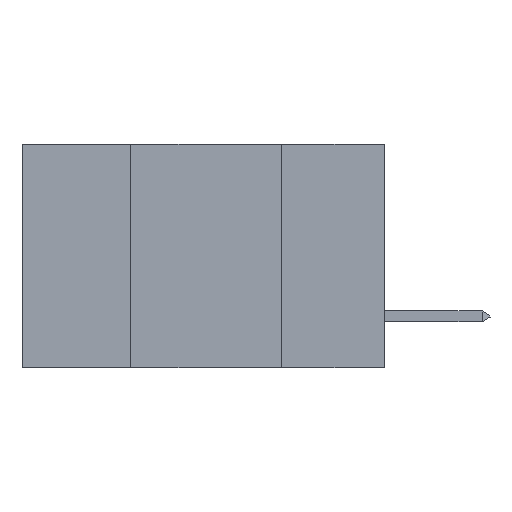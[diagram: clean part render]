
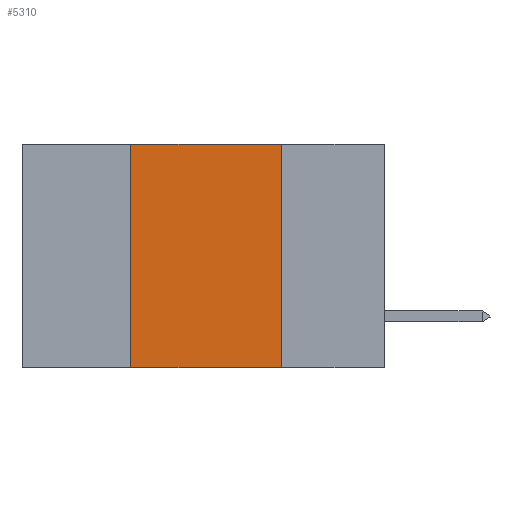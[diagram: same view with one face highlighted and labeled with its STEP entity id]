
A CAD part, left-side view. The second image highlights one B-rep face of the part: STEP entity #5310.
In plain terms, the highlighted planar face has unit normal (-1, 0, 0).
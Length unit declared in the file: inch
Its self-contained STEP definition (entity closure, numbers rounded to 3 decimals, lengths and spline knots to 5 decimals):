
#814 = ORIENTED_EDGE ( 'NONE', *, *, #3234, .T. ) ;
#1411 = CARTESIAN_POINT ( 'NONE',  ( 0., 0.17, -0.37 ) ) ;
#1431 = CARTESIAN_POINT ( 'NONE',  ( 0., 0.42, 0. ) ) ;
#2437 = EDGE_CURVE ( 'NONE', #4977, #4176, #9145, .T. ) ;
#2920 = LINE ( 'NONE', #9653, #3460 ) ;
#3086 = CARTESIAN_POINT ( 'NONE',  ( 0., 0.6, -0.37 ) ) ;
#3166 = VECTOR ( 'NONE', #10199, 39.37008 ) ;
#3234 = EDGE_CURVE ( 'NONE', #10027, #10951, #4662, .T. ) ;
#3255 = CARTESIAN_POINT ( 'NONE',  ( 0., 0.17, 0. ) ) ;
#3460 = VECTOR ( 'NONE', #4348, 39.37008 ) ;
#3618 = EDGE_CURVE ( 'NONE', #4176, #10951, #10501, .T. ) ;
#4176 = VERTEX_POINT ( 'NONE', #3255 ) ;
#4348 = DIRECTION ( 'NONE',  ( 0., 0., 1. ) ) ;
#4349 = DIRECTION ( 'NONE',  ( 0., 0., -1. ) ) ;
#4662 = LINE ( 'NONE', #3086, #5374 ) ;
#4970 = PLANE ( 'NONE',  #8640 ) ;
#4977 = VERTEX_POINT ( 'NONE', #1431 ) ;
#5310 = ADVANCED_FACE ( 'NONE', ( #7248 ), #4970, .F. ) ;
#5374 = VECTOR ( 'NONE', #6835, 39.37008 ) ;
#5873 = CARTESIAN_POINT ( 'NONE',  ( 0., 0.6, 0. ) ) ;
#6676 = ORIENTED_EDGE ( 'NONE', *, *, #6793, .F. ) ;
#6793 = EDGE_CURVE ( 'NONE', #10027, #4977, #2920, .T. ) ;
#6835 = DIRECTION ( 'NONE',  ( 0., -1., 0. ) ) ;
#7248 = FACE_OUTER_BOUND ( 'NONE', #11290, .T. ) ;
#7541 = CARTESIAN_POINT ( 'NONE',  ( 0., 0.6, 0. ) ) ;
#8129 = VECTOR ( 'NONE', #4349, 39.37008 ) ;
#8640 = AXIS2_PLACEMENT_3D ( 'NONE', #5873, #11223, #11184 ) ;
#9145 = LINE ( 'NONE', #7541, #3166 ) ;
#9653 = CARTESIAN_POINT ( 'NONE',  ( 0., 0.42, 0. ) ) ;
#9687 = CARTESIAN_POINT ( 'NONE',  ( 0., 0.17, 0. ) ) ;
#10027 = VERTEX_POINT ( 'NONE', #10722 ) ;
#10040 = ORIENTED_EDGE ( 'NONE', *, *, #2437, .F. ) ;
#10199 = DIRECTION ( 'NONE',  ( 0., -1., 0. ) ) ;
#10455 = ORIENTED_EDGE ( 'NONE', *, *, #3618, .F. ) ;
#10501 = LINE ( 'NONE', #9687, #8129 ) ;
#10722 = CARTESIAN_POINT ( 'NONE',  ( 0., 0.42, -0.37 ) ) ;
#10951 = VERTEX_POINT ( 'NONE', #1411 ) ;
#11184 = DIRECTION ( 'NONE',  ( 0., 0., -1. ) ) ;
#11223 = DIRECTION ( 'NONE',  ( 1., 0., 0. ) ) ;
#11290 = EDGE_LOOP ( 'NONE', ( #10455, #10040, #6676, #814 ) ) ;
